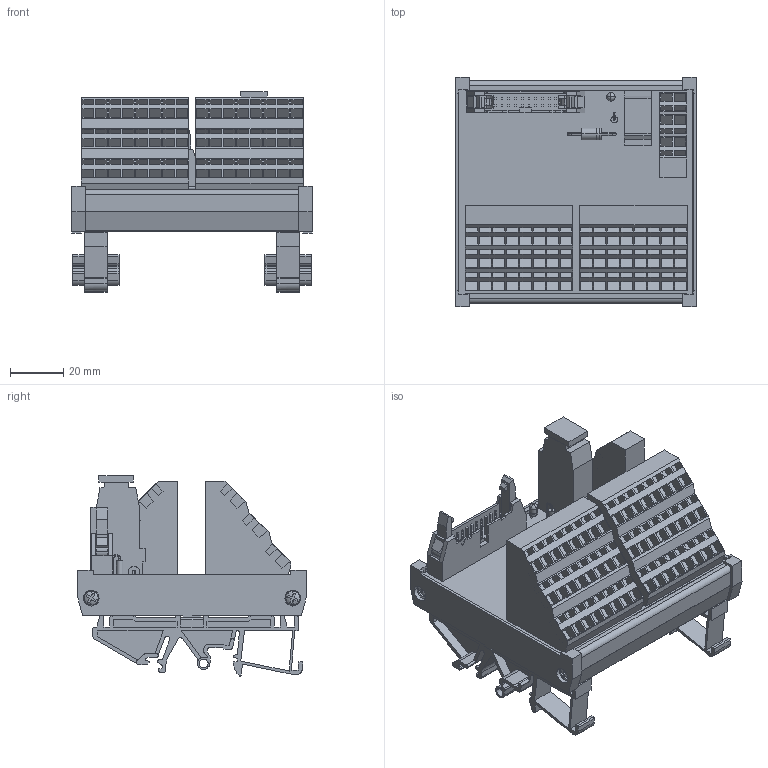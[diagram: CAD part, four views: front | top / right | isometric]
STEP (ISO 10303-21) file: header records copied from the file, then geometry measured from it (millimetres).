
FILE_DESCRIPTION(('CATIA V5R22 STEP214','CAx-IF Rec.Pracs.--- Model Styling and Organization---1.4--- 2014-01-23'),'2;1');
FILE_NAME ('011167-1_0', '2021-10-14T07:43:48+00:00', ('Weidmueller Interface'), ('Weidmueller'), 'CATIA Version 5-6 Release 2016 SP3 HF44', 'CATIA V5 STEP AP214', 'none');
FILE_SCHEMA(('AUTOMOTIVE_DESIGN { 1 0 10303 214 1 1 1 1 }'));
Products named in the file (1): 1311880000_RS 16 IO 3W H Z
Bounding box: 90.5 x 86.4 x 75.55 mm (x, y, z)
Volume: 127925.8 mm3; surface area: 84551 mm2
Topology: 2 solids, 4 shells, 1827 faces, 5108 edges, 3392 vertices
Faces by surface type: plane 1471, cylinder 328, torus 16, sphere 12
Entity records: 61746 total; most frequent: CARTESIAN_POINT 13316, ORIENTED_EDGE 10208, DIRECTION 8418, EDGE_CURVE 5104, VECTOR 4216, LINE 4216, VERTEX_POINT 3392, AXIS2_PLACEMENT_3D 2378
